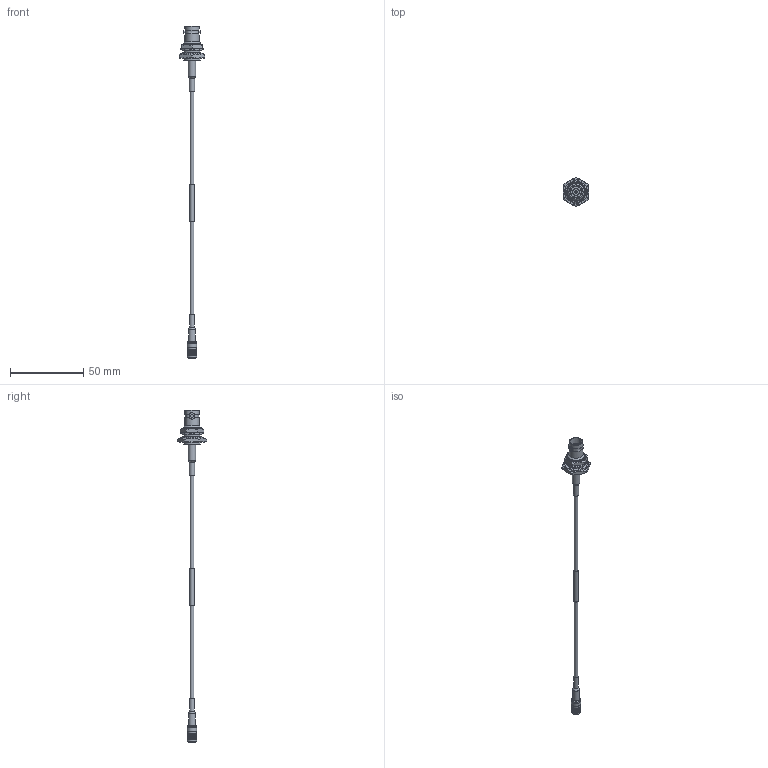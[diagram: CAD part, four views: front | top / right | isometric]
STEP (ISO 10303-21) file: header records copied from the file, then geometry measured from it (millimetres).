
FILE_DESCRIPTION (( 'STEP AP203' ), '1' );
FILE_NAME ('FMC1638315_3D.step', '2023-03-29T16:45:38', ( '' ), ( '' ), 'SwSTEP 2.0', 'SolidWorks 2022', '' );
FILE_SCHEMA (( 'CONFIG_CONTROL_DESIGN' ));
Length unit declared in the file: inch
Products named in the file (4): SC8841_3D^FMC1638315; FMC1638315_3D; SC6015_3D^FMC1638315; RG316U^FMC1638315_RG316
Assembly tree (3 placements, depth 2):
  FMC1638315_3D
    RG316U^FMC1638315_RG316
    SC6015_3D^FMC1638315
    SC8841_3D^FMC1638315
Bounding box: 17.5 x 19.89 x 227.1 mm (x, y, z)
Volume: 3994.4 mm3; surface area: 4910.8 mm2
Topology: 6 solids, 6 shells, 277 faces, 729 edges, 483 vertices
Faces by surface type: plane 98, bspline 74, cylinder 60, cone 38, torus 7
Full cylindrical faces by diameter (mm): 0.508 x1, 0.66 x1, 1.27 x1, 1.778 x1, 1.905 x2, 2.032 x1, 2.489 x2, 2.997 x1, 3.251 x1, 3.556 x1, 3.607 x1, 4.013 x1, 4.115 x1, 4.572 x1, 4.762 x1, 5.016 x1, 6.099 x1, 6.5 x5, 8.255 x1, 9.601 x2, 11.055 x1, 12.565 x1, 12.806 x1, 15.346 x1, 15.781 x1, 15.875 x1
Entity records: 17243 total; most frequent: CARTESIAN_POINT 10808, ORIENTED_EDGE 1342, DIRECTION 1050, EDGE_CURVE 671, VERTEX_POINT 473, AXIS2_PLACEMENT_3D 418, EDGE_LOOP 350, FACE_OUTER_BOUND 320
